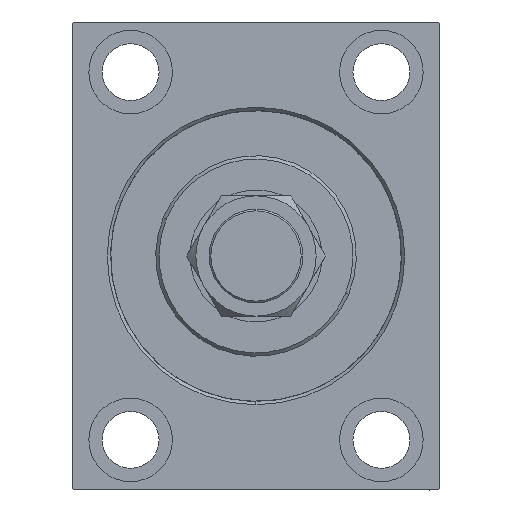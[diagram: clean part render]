
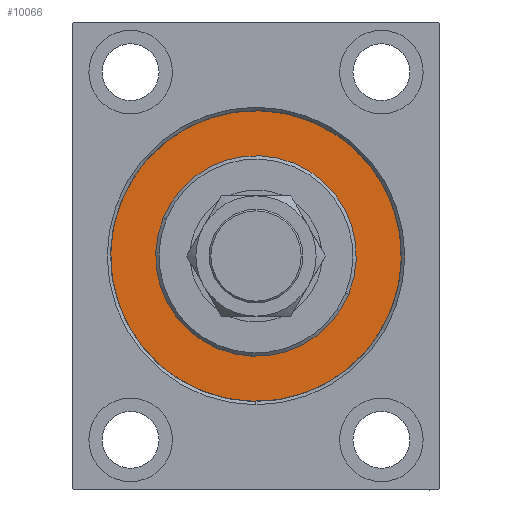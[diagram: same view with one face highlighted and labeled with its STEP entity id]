
A CAD part, left-side view. The second image highlights one B-rep face of the part: STEP entity #10066.
In plain terms, the highlighted face is planar.
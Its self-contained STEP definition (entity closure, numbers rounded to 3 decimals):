
#182 = DIRECTION ( 'NONE',  ( 1., 0., 0. ) ) ;
#925 = CARTESIAN_POINT ( 'NONE',  ( 0., 0., -30. ) ) ;
#5307 = AXIS2_PLACEMENT_3D ( 'NONE', #17504, #31606, #46380 ) ;
#6415 = DIRECTION ( 'NONE',  ( 0., 0., 1. ) ) ;
#6723 = ORIENTED_EDGE ( 'NONE', *, *, #21427, .F. ) ;
#7187 = VERTEX_POINT ( 'NONE', #30804 ) ;
#8348 = EDGE_LOOP ( 'NONE', ( #46008, #6723 ) ) ;
#9096 = ORIENTED_EDGE ( 'NONE', *, *, #31449, .F. ) ;
#9391 = VERTEX_POINT ( 'NONE', #30795 ) ;
#10066 = ADVANCED_FACE ( 'NONE', ( #46280, #21165 ), #45808, .F. ) ;
#10078 = CIRCLE ( 'NONE', #31099, 43.5 ) ;
#12123 = CARTESIAN_POINT ( 'NONE',  ( 0., 0., 0. ) ) ;
#12349 = DIRECTION ( 'NONE',  ( 0., 0., 1. ) ) ;
#12706 = EDGE_CURVE ( 'NONE', #7187, #13725, #21503, .T. ) ;
#13725 = VERTEX_POINT ( 'NONE', #925 ) ;
#14355 = CARTESIAN_POINT ( 'NONE',  ( 0., 0., 0. ) ) ;
#15201 = DIRECTION ( 'NONE',  ( 0., 0., -1. ) ) ;
#15688 = EDGE_LOOP ( 'NONE', ( #17834, #9096 ) ) ;
#16528 = CIRCLE ( 'NONE', #5307, 30. ) ;
#16986 = DIRECTION ( 'NONE',  ( -1., 0., 0. ) ) ;
#17504 = CARTESIAN_POINT ( 'NONE',  ( 0., 0., 0. ) ) ;
#17834 = ORIENTED_EDGE ( 'NONE', *, *, #12706, .F. ) ;
#17870 = DIRECTION ( 'NONE',  ( -1., 0., 0. ) ) ;
#20746 = AXIS2_PLACEMENT_3D ( 'NONE', #39868, #182, #15201 ) ;
#20909 = CIRCLE ( 'NONE', #35161, 43.5 ) ;
#21165 = FACE_OUTER_BOUND ( 'NONE', #8348, .T. ) ;
#21403 = VERTEX_POINT ( 'NONE', #21459 ) ;
#21427 = EDGE_CURVE ( 'NONE', #9391, #21403, #20909, .T. ) ;
#21459 = CARTESIAN_POINT ( 'NONE',  ( 0., 0., -43.5 ) ) ;
#21503 = CIRCLE ( 'NONE', #20746, 30. ) ;
#24305 = AXIS2_PLACEMENT_3D ( 'NONE', #14355, #17870, #35018 ) ;
#30795 = CARTESIAN_POINT ( 'NONE',  ( 0., 0., 43.5 ) ) ;
#30804 = CARTESIAN_POINT ( 'NONE',  ( 0., 0., 30. ) ) ;
#31099 = AXIS2_PLACEMENT_3D ( 'NONE', #12123, #40305, #12349 ) ;
#31449 = EDGE_CURVE ( 'NONE', #13725, #7187, #16528, .T. ) ;
#31570 = CARTESIAN_POINT ( 'NONE',  ( 0., 0., 0. ) ) ;
#31606 = DIRECTION ( 'NONE',  ( 1., 0., 0. ) ) ;
#35018 = DIRECTION ( 'NONE',  ( 0., 0., 1. ) ) ;
#35161 = AXIS2_PLACEMENT_3D ( 'NONE', #31570, #16986, #6415 ) ;
#39868 = CARTESIAN_POINT ( 'NONE',  ( 0., 0., 0. ) ) ;
#40305 = DIRECTION ( 'NONE',  ( -1., 0., 0. ) ) ;
#41085 = EDGE_CURVE ( 'NONE', #21403, #9391, #10078, .T. ) ;
#45808 = PLANE ( 'NONE',  #24305 ) ;
#46008 = ORIENTED_EDGE ( 'NONE', *, *, #41085, .F. ) ;
#46280 = FACE_BOUND ( 'NONE', #15688, .T. ) ;
#46380 = DIRECTION ( 'NONE',  ( 0., 0., -1. ) ) ;
